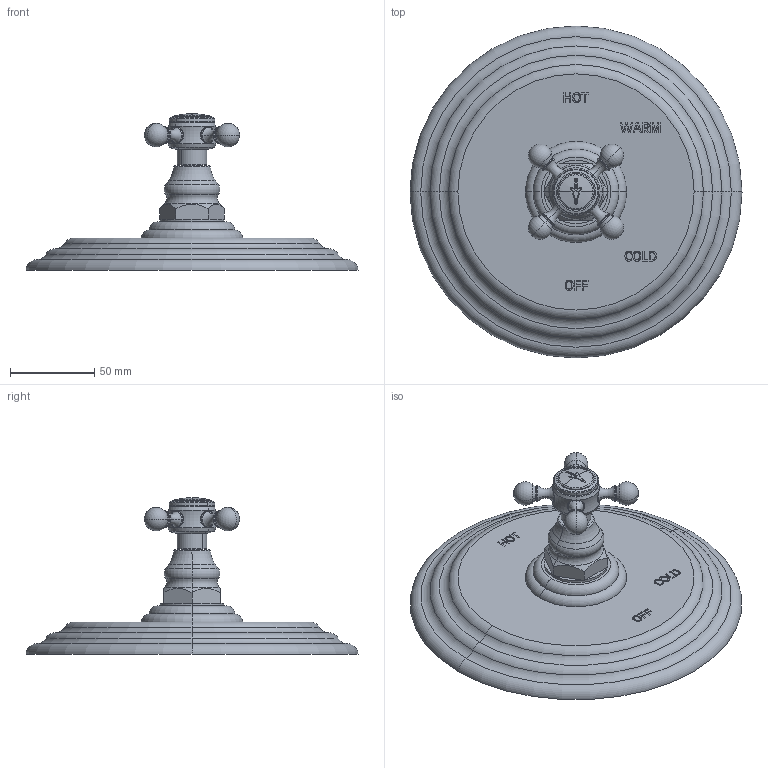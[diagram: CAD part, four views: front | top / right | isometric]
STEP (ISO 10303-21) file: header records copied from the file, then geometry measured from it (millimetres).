
FILE_DESCRIPTION((''),'2;1');
FILE_NAME('4-924BP','2021-06-02T11:35:45',('jinson.thomas'),(''),'CREO PARAMETRIC BY PTC INC, 2018400','CREO PARAMETRIC BY PTC INC, 2018400','');
FILE_SCHEMA(('CONFIG_CONTROL_DESIGN'));
Length unit declared in the file: inch
Products named in the file (1): 4-924BP
Bounding box: 196.85 x 196.85 x 92.86 mm (x, y, z)
Volume: 521172.2 mm3; surface area: 75898.6 mm2
Topology: 1 solids, 1 shells, 378 faces, 930 edges, 579 vertices
Faces by surface type: plane 165, extrusion 80, torus 60, cylinder 33, cone 22, sphere 14, bspline 4
Entity records: 12231 total; most frequent: CARTESIAN_POINT 3524, ORIENTED_EDGE 1840, DIRECTION 1644, EDGE_CURVE 920, VERTEX_POINT 579, VECTOR 552, AXIS2_PLACEMENT_3D 546, LINE 472
